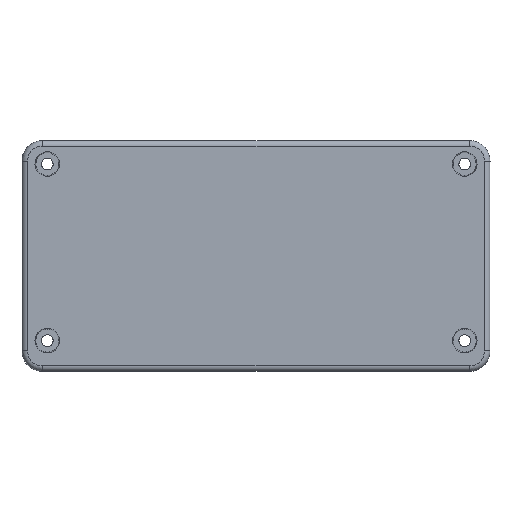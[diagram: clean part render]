
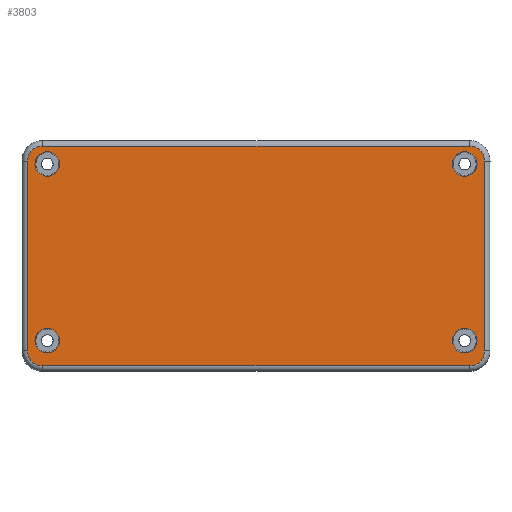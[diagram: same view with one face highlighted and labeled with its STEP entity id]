
A CAD part, top view. The second image highlights one B-rep face of the part: STEP entity #3803.
In plain terms, the highlighted planar face has unit normal (0, 0, 1).
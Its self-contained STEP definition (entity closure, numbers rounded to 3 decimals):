
#41=CARTESIAN_POINT('',(58.5,-26.,5.));
#42=DIRECTION('',(0.,0.,-1.));
#43=DIRECTION('',(1.,0.,0.));
#44=AXIS2_PLACEMENT_3D('',#41,#42,#43);
#46=CARTESIAN_POINT('',(-58.5,-26.,5.));
#47=DIRECTION('',(0.,0.,-1.));
#48=DIRECTION('',(0.,-1.,0.));
#49=AXIS2_PLACEMENT_3D('',#46,#47,#48);
#51=CARTESIAN_POINT('',(-58.5,26.,5.));
#52=DIRECTION('',(0.,0.,-1.));
#53=DIRECTION('',(-1.,0.,0.));
#54=AXIS2_PLACEMENT_3D('',#51,#52,#53);
#56=CARTESIAN_POINT('',(58.5,26.,5.));
#57=DIRECTION('',(0.,0.,-1.));
#58=DIRECTION('',(0.,1.,0.));
#59=AXIS2_PLACEMENT_3D('',#56,#57,#58);
#61=CARTESIAN_POINT('',(57.2,-23.2,5.));
#62=DIRECTION('',(0.,0.,1.));
#63=DIRECTION('',(1.,0.,0.));
#64=AXIS2_PLACEMENT_3D('',#61,#62,#63);
#66=CARTESIAN_POINT('',(57.2,-23.2,5.));
#67=DIRECTION('',(0.,0.,1.));
#68=DIRECTION('',(-1.,0.,0.));
#69=AXIS2_PLACEMENT_3D('',#66,#67,#68);
#71=CARTESIAN_POINT('',(57.2,25.2,5.));
#72=DIRECTION('',(0.,0.,1.));
#73=DIRECTION('',(1.,0.,0.));
#74=AXIS2_PLACEMENT_3D('',#71,#72,#73);
#76=CARTESIAN_POINT('',(57.2,25.2,5.));
#77=DIRECTION('',(0.,0.,1.));
#78=DIRECTION('',(-1.,0.,0.));
#79=AXIS2_PLACEMENT_3D('',#76,#77,#78);
#81=CARTESIAN_POINT('',(-57.2,-23.2,5.));
#82=DIRECTION('',(0.,0.,1.));
#83=DIRECTION('',(1.,0.,0.));
#84=AXIS2_PLACEMENT_3D('',#81,#82,#83);
#86=CARTESIAN_POINT('',(-57.2,-23.2,5.));
#87=DIRECTION('',(0.,0.,1.));
#88=DIRECTION('',(-1.,0.,0.));
#89=AXIS2_PLACEMENT_3D('',#86,#87,#88);
#91=CARTESIAN_POINT('',(-57.2,25.2,5.));
#92=DIRECTION('',(0.,0.,1.));
#93=DIRECTION('',(1.,0.,0.));
#94=AXIS2_PLACEMENT_3D('',#91,#92,#93);
#96=CARTESIAN_POINT('',(-57.2,25.2,5.));
#97=DIRECTION('',(0.,0.,1.));
#98=DIRECTION('',(-1.,0.,0.));
#99=AXIS2_PLACEMENT_3D('',#96,#97,#98);
#126=DIRECTION('',(0.,1.,0.));
#127=VECTOR('',#126,52.001);
#128=CARTESIAN_POINT('',(62.62,-26.,5.));
#129=LINE('',#128,#127);
#159=DIRECTION('',(-1.,0.,0.));
#160=VECTOR('',#159,117.);
#161=CARTESIAN_POINT('',(58.5,30.12,5.));
#162=LINE('',#161,#160);
#197=DIRECTION('',(0.,-1.,0.));
#198=VECTOR('',#197,52.);
#199=CARTESIAN_POINT('',(-62.62,26.,5.));
#200=LINE('',#199,#198);
#235=DIRECTION('',(1.,0.,0.));
#236=VECTOR('',#235,117.);
#237=CARTESIAN_POINT('',(-58.5,-30.12,5.));
#238=LINE('',#237,#236);
#2930=CARTESIAN_POINT('',(62.62,-26.,5.));
#2931=CARTESIAN_POINT('',(58.5,-30.12,5.));
#2932=VERTEX_POINT('',#2930);
#2933=VERTEX_POINT('',#2931);
#2934=CARTESIAN_POINT('',(-58.5,-30.12,
5.));
#2935=VERTEX_POINT('',#2934);
#2936=CARTESIAN_POINT('',(-62.62,-26.,
5.));
#2937=VERTEX_POINT('',#2936);
#2938=CARTESIAN_POINT('',(-62.62,26.,5.));
#2939=VERTEX_POINT('',#2938);
#2940=CARTESIAN_POINT('',(-58.5,30.12,5.));
#2941=VERTEX_POINT('',#2940);
#2942=CARTESIAN_POINT('',(58.5,30.12,5.));
#2943=VERTEX_POINT('',#2942);
#2944=CARTESIAN_POINT('',(62.62,26.,5.));
#2945=VERTEX_POINT('',#2944);
#2946=CARTESIAN_POINT('',(60.578,-23.2,5.));
#2947=CARTESIAN_POINT('',(53.822,-23.2,5.));
#2948=VERTEX_POINT('',#2946);
#2949=VERTEX_POINT('',#2947);
#2950=CARTESIAN_POINT('',(60.578,25.2,5.));
#2951=CARTESIAN_POINT('',(53.822,25.2,5.));
#2952=VERTEX_POINT('',#2950);
#2953=VERTEX_POINT('',#2951);
#2954=CARTESIAN_POINT('',(-53.822,-23.2,5.));
#2955=CARTESIAN_POINT('',(-60.578,-23.2,5.));
#2956=VERTEX_POINT('',#2954);
#2957=VERTEX_POINT('',#2955);
#2958=CARTESIAN_POINT('',(-53.822,25.2,5.));
#2959=CARTESIAN_POINT('',(-60.578,25.2,5.));
#2960=VERTEX_POINT('',#2958);
#2961=VERTEX_POINT('',#2959);
#3756=CARTESIAN_POINT('',(0.,0.,5.));
#3757=DIRECTION('',(0.,0.,1.));
#3758=DIRECTION('',(1.,0.,0.));
#3759=AXIS2_PLACEMENT_3D('',#3756,#3757,#3758);
#3760=PLANE('',#3759);
#3762=ORIENTED_EDGE('',*,*,#3761,.T.);
#3764=ORIENTED_EDGE('',*,*,#3763,.F.);
#3766=ORIENTED_EDGE('',*,*,#3765,.T.);
#3768=ORIENTED_EDGE('',*,*,#3767,.F.);
#3770=ORIENTED_EDGE('',*,*,#3769,.T.);
#3772=ORIENTED_EDGE('',*,*,#3771,.F.);
#3774=ORIENTED_EDGE('',*,*,#3773,.T.);
#3776=ORIENTED_EDGE('',*,*,#3775,.F.);
#3777=EDGE_LOOP('',(#3762,#3764,#3766,#3768,#3770,#3772,#3774,#3776));
#3778=FACE_OUTER_BOUND('',#3777,.F.);
#3780=ORIENTED_EDGE('',*,*,#3779,.T.);
#3782=ORIENTED_EDGE('',*,*,#3781,.T.);
#3783=EDGE_LOOP('',(#3780,#3782));
#3784=FACE_BOUND('',#3783,.F.);
#3786=ORIENTED_EDGE('',*,*,#3785,.T.);
#3788=ORIENTED_EDGE('',*,*,#3787,.T.);
#3789=EDGE_LOOP('',(#3786,#3788));
#3790=FACE_BOUND('',#3789,.F.);
#3792=ORIENTED_EDGE('',*,*,#3791,.T.);
#3794=ORIENTED_EDGE('',*,*,#3793,.T.);
#3795=EDGE_LOOP('',(#3792,#3794));
#3796=FACE_BOUND('',#3795,.F.);
#3798=ORIENTED_EDGE('',*,*,#3797,.T.);
#3800=ORIENTED_EDGE('',*,*,#3799,.T.);
#3801=EDGE_LOOP('',(#3798,#3800));
#3802=FACE_BOUND('',#3801,.F.);
#3803=ADVANCED_FACE('',(#3778,#3784,#3790,#3796,#3802),#3760,.T.);
#45=CIRCLE('',#44,4.12);
#50=CIRCLE('',#49,4.12);
#55=CIRCLE('',#54,4.12);
#60=CIRCLE('',#59,4.12);
#65=CIRCLE('',#64,3.378);
#70=CIRCLE('',#69,3.378);
#75=CIRCLE('',#74,3.378);
#80=CIRCLE('',#79,3.378);
#85=CIRCLE('',#84,3.378);
#90=CIRCLE('',#89,3.378);
#95=CIRCLE('',#94,3.378);
#100=CIRCLE('',#99,3.378);
#3761=EDGE_CURVE('',#2932,#2933,#45,.T.);
#3763=EDGE_CURVE('',#2935,#2933,#238,.T.);
#3765=EDGE_CURVE('',#2935,#2937,#50,.T.);
#3767=EDGE_CURVE('',#2939,#2937,#200,.T.);
#3769=EDGE_CURVE('',#2939,#2941,#55,.T.);
#3771=EDGE_CURVE('',#2943,#2941,#162,.T.);
#3773=EDGE_CURVE('',#2943,#2945,#60,.T.);
#3775=EDGE_CURVE('',#2932,#2945,#129,.T.);
#3779=EDGE_CURVE('',#2948,#2949,#65,.T.);
#3781=EDGE_CURVE('',#2949,#2948,#70,.T.);
#3785=EDGE_CURVE('',#2952,#2953,#75,.T.);
#3787=EDGE_CURVE('',#2953,#2952,#80,.T.);
#3791=EDGE_CURVE('',#2956,#2957,#85,.T.);
#3793=EDGE_CURVE('',#2957,#2956,#90,.T.);
#3797=EDGE_CURVE('',#2960,#2961,#95,.T.);
#3799=EDGE_CURVE('',#2961,#2960,#100,.T.);
